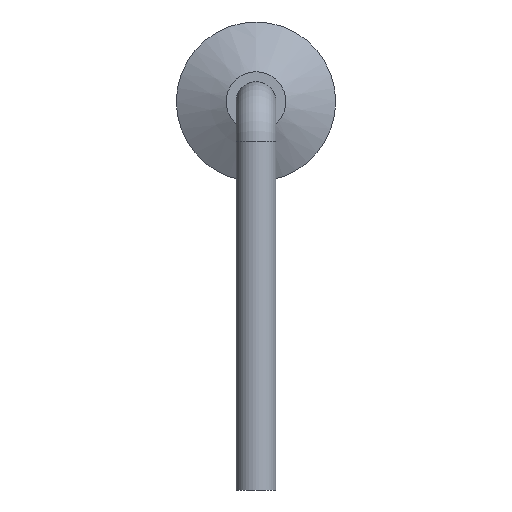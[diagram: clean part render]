
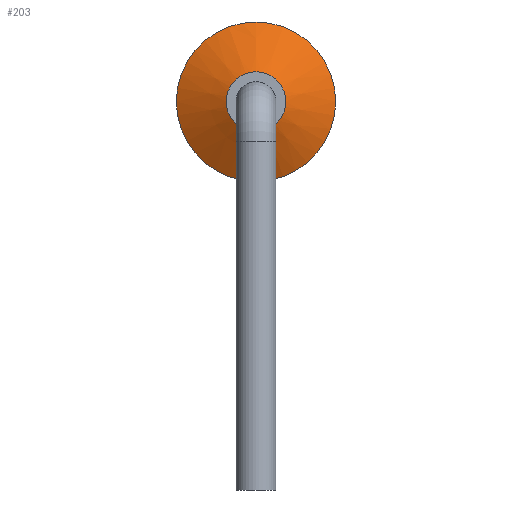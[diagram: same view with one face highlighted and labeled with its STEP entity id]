
A CAD part, left-side view. The second image highlights one B-rep face of the part: STEP entity #203.
In plain terms, the highlighted face is a revolution surface.
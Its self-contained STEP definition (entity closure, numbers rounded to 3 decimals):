
#190 = EDGE_CURVE('',#191,#191,#193,.T.);
#191 = VERTEX_POINT('',#192);
#192 = CARTESIAN_POINT('',(2.01,0.,1.2));
#193 = CIRCLE('',#194,0.3);
#194 = AXIS2_PLACEMENT_3D('',#195,#196,#197);
#195 = CARTESIAN_POINT('',(2.01,0.,0.9));
#196 = DIRECTION('',(1.,0.,0.));
#197 = DIRECTION('',(0.,0.,1.));
#203 = ADVANCED_FACE('',(#204),#224,.F.);
#204 = FACE_BOUND('',#205,.F.);
#205 = EDGE_LOOP('',(#206,#215,#222,#223));
#206 = ORIENTED_EDGE('',*,*,#207,.T.);
#207 = EDGE_CURVE('',#208,#208,#210,.T.);
#208 = VERTEX_POINT('',#209);
#209 = CARTESIAN_POINT('',(2.28,0.,1.7));
#210 = CIRCLE('',#211,0.8);
#211 = AXIS2_PLACEMENT_3D('',#212,#213,#214);
#212 = CARTESIAN_POINT('',(2.28,0.,0.9));
#213 = DIRECTION('',(1.,0.,0.));
#214 = DIRECTION('',(0.,0.,1.));
#215 = ORIENTED_EDGE('',*,*,#216,.T.);
#216 = EDGE_CURVE('',#208,#191,#217,.T.);
#217 = CIRCLE('',#218,122.544);
#218 = AXIS2_PLACEMENT_3D('',#219,#220,#221);
#219 = CARTESIAN_POINT('',(109.972,0.,
    -56.776));
#220 = DIRECTION('',(0.,-1.,0.));
#221 = DIRECTION('',(1.,0.,0.));
#222 = ORIENTED_EDGE('',*,*,#190,.F.);
#223 = ORIENTED_EDGE('',*,*,#216,.F.);
#224 = SURFACE_OF_REVOLUTION('',#225,#230);
#225 = CIRCLE('',#226,122.544);
#226 = AXIS2_PLACEMENT_3D('',#227,#228,#229);
#227 = CARTESIAN_POINT('',(109.972,0.,
    -56.776));
#228 = DIRECTION('',(0.,-1.,0.));
#229 = DIRECTION('',(1.,0.,0.));
#230 = AXIS1_PLACEMENT('',#231,#232);
#231 = CARTESIAN_POINT('',(2.01,0.,0.9));
#232 = DIRECTION('',(1.,0.,0.));
